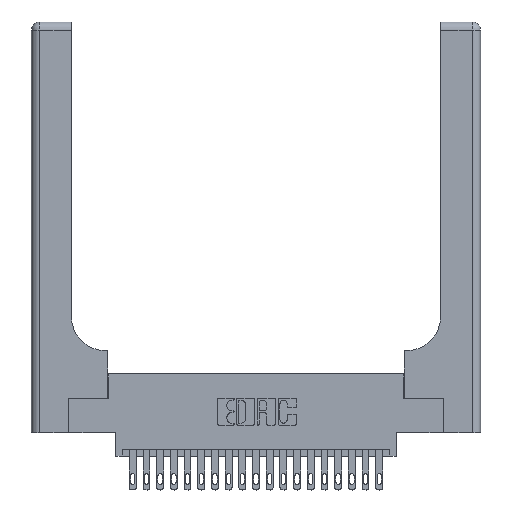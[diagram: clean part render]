
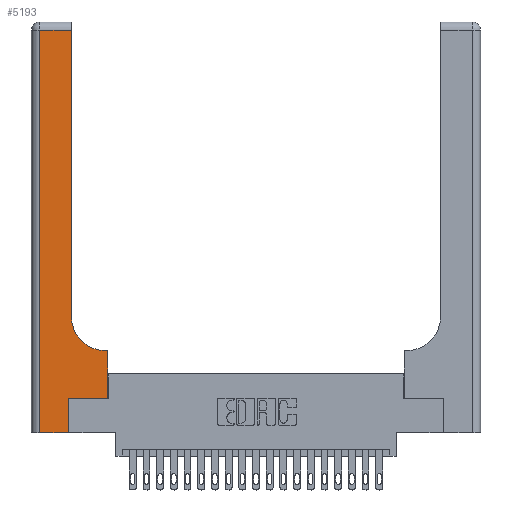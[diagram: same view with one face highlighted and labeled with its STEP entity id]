
A CAD part, top view. The second image highlights one B-rep face of the part: STEP entity #5193.
In plain terms, the highlighted planar face has unit normal (0, 0, 1).
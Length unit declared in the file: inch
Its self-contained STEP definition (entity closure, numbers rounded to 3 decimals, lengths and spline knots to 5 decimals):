
#514 = EDGE_CURVE ( 'NONE', #3693, #9865, #9194, .T. ) ;
#1240 = LINE ( 'NONE', #21605, #16696 ) ;
#1446 = LINE ( 'NONE', #19754, #21116 ) ;
#1519 = DIRECTION ( 'NONE',  ( 0., 0., -1. ) ) ;
#1973 = DIRECTION ( 'NONE',  ( 0., 1., 0. ) ) ;
#2218 = LINE ( 'NONE', #18402, #3634 ) ;
#2422 = ORIENTED_EDGE ( 'NONE', *, *, #514, .T. ) ;
#2515 = ORIENTED_EDGE ( 'NONE', *, *, #10189, .T. ) ;
#2615 = CARTESIAN_POINT ( 'NONE',  ( 0.2915, 2.94, 0.37 ) ) ;
#3009 = CARTESIAN_POINT ( 'NONE',  ( 0., 3., 0.37 ) ) ;
#3096 = ORIENTED_EDGE ( 'NONE', *, *, #18743, .T. ) ;
#3232 = CIRCLE ( 'NONE', #11395, 0.25 ) ;
#3634 = VECTOR ( 'NONE', #7667, 39.37008 ) ;
#3693 = VERTEX_POINT ( 'NONE', #5319 ) ;
#4986 = EDGE_CURVE ( 'NONE', #8223, #3693, #2218, .T. ) ;
#5193 = ADVANCED_FACE ( 'NONE', ( #15164 ), #8366, .F. ) ;
#5319 = CARTESIAN_POINT ( 'NONE',  ( 0.06, 2.94, 0.37 ) ) ;
#5705 = CARTESIAN_POINT ( 'NONE',  ( 0.5415, 0.85, 0.37 ) ) ;
#5955 = LINE ( 'NONE', #17497, #9074 ) ;
#6190 = CARTESIAN_POINT ( 'NONE',  ( 0.06, 0., 0.37 ) ) ;
#6707 = VERTEX_POINT ( 'NONE', #10223 ) ;
#7667 = DIRECTION ( 'NONE',  ( -1., 0., 0. ) ) ;
#7687 = CARTESIAN_POINT ( 'NONE',  ( 0.269, 0., 0.37 ) ) ;
#7850 = DIRECTION ( 'NONE',  ( 0., -1., 0. ) ) ;
#7997 = EDGE_CURVE ( 'NONE', #11822, #8905, #3232, .T. ) ;
#8223 = VERTEX_POINT ( 'NONE', #2615 ) ;
#8366 = PLANE ( 'NONE',  #15695 ) ;
#8398 = ORIENTED_EDGE ( 'NONE', *, *, #19743, .T. ) ;
#8448 = DIRECTION ( 'NONE',  ( -1., 0., 0. ) ) ;
#8473 = CARTESIAN_POINT ( 'NONE',  ( 0.269, 0.25, 0.37 ) ) ;
#8905 = VERTEX_POINT ( 'NONE', #9845 ) ;
#9074 = VECTOR ( 'NONE', #10385, 39.37008 ) ;
#9194 = LINE ( 'NONE', #16262, #15092 ) ;
#9744 = EDGE_CURVE ( 'NONE', #14812, #17206, #9918, .T. ) ;
#9845 = CARTESIAN_POINT ( 'NONE',  ( 0.2915, 0.85, 0.37 ) ) ;
#9865 = VERTEX_POINT ( 'NONE', #6190 ) ;
#9918 = LINE ( 'NONE', #7687, #21674 ) ;
#10189 = EDGE_CURVE ( 'NONE', #6707, #15008, #1446, .T. ) ;
#10223 = CARTESIAN_POINT ( 'NONE',  ( 0.5585, 0.25, 0.37 ) ) ;
#10385 = DIRECTION ( 'NONE',  ( 1., 0., 0. ) ) ;
#10462 = DIRECTION ( 'NONE',  ( 0., 1., 0. ) ) ;
#11175 = DIRECTION ( 'NONE',  ( 0., 1., 0. ) ) ;
#11395 = AXIS2_PLACEMENT_3D ( 'NONE', #5705, #20141, #22979 ) ;
#11789 = ORIENTED_EDGE ( 'NONE', *, *, #7997, .T. ) ;
#11822 = VERTEX_POINT ( 'NONE', #22582 ) ;
#12256 = CARTESIAN_POINT ( 'NONE',  ( 0.2915, 0.6, 0.37 ) ) ;
#12583 = CARTESIAN_POINT ( 'NONE',  ( 0.5585, 0.6, 0.37 ) ) ;
#13019 = VECTOR ( 'NONE', #17720, 39.37008 ) ;
#13299 = ORIENTED_EDGE ( 'NONE', *, *, #4986, .T. ) ;
#13909 = EDGE_CURVE ( 'NONE', #15008, #11822, #21198, .T. ) ;
#14038 = DIRECTION ( 'NONE',  ( -1., 0., 0. ) ) ;
#14301 = ORIENTED_EDGE ( 'NONE', *, *, #9744, .T. ) ;
#14812 = VERTEX_POINT ( 'NONE', #19311 ) ;
#15008 = VERTEX_POINT ( 'NONE', #12583 ) ;
#15092 = VECTOR ( 'NONE', #7850, 39.37008 ) ;
#15164 = FACE_OUTER_BOUND ( 'NONE', #18926, .T. ) ;
#15213 = ORIENTED_EDGE ( 'NONE', *, *, #13909, .T. ) ;
#15419 = EDGE_CURVE ( 'NONE', #9865, #14812, #17801, .T. ) ;
#15695 = AXIS2_PLACEMENT_3D ( 'NONE', #3009, #1519, #8448 ) ;
#16262 = CARTESIAN_POINT ( 'NONE',  ( 0.06, 3., 0.37 ) ) ;
#16696 = VECTOR ( 'NONE', #1973, 39.37008 ) ;
#17206 = VERTEX_POINT ( 'NONE', #8473 ) ;
#17497 = CARTESIAN_POINT ( 'NONE',  ( 0.269, 0.25, 0.37 ) ) ;
#17720 = DIRECTION ( 'NONE',  ( 1., 0., 0. ) ) ;
#17801 = LINE ( 'NONE', #21322, #13019 ) ;
#18345 = ORIENTED_EDGE ( 'NONE', *, *, #15419, .T. ) ;
#18402 = CARTESIAN_POINT ( 'NONE',  ( 0., 2.94, 0.37 ) ) ;
#18743 = EDGE_CURVE ( 'NONE', #8905, #8223, #1240, .T. ) ;
#18926 = EDGE_LOOP ( 'NONE', ( #3096, #13299, #2422, #18345, #14301, #8398, #2515, #15213, #11789 ) ) ;
#19311 = CARTESIAN_POINT ( 'NONE',  ( 0.269, 0., 0.37 ) ) ;
#19743 = EDGE_CURVE ( 'NONE', #17206, #6707, #5955, .T. ) ;
#19754 = CARTESIAN_POINT ( 'NONE',  ( 0.5585, 0.25, 0.37 ) ) ;
#20141 = DIRECTION ( 'NONE',  ( 0., 0., -1. ) ) ;
#20927 = VECTOR ( 'NONE', #14038, 39.37008 ) ;
#21116 = VECTOR ( 'NONE', #10462, 39.37008 ) ;
#21198 = LINE ( 'NONE', #12256, #20927 ) ;
#21322 = CARTESIAN_POINT ( 'NONE',  ( 0., 0., 0.37 ) ) ;
#21605 = CARTESIAN_POINT ( 'NONE',  ( 0.2915, 3., 0.37 ) ) ;
#21674 = VECTOR ( 'NONE', #11175, 39.37008 ) ;
#22582 = CARTESIAN_POINT ( 'NONE',  ( 0.5415, 0.6, 0.37 ) ) ;
#22979 = DIRECTION ( 'NONE',  ( 1., 0., 0. ) ) ;
